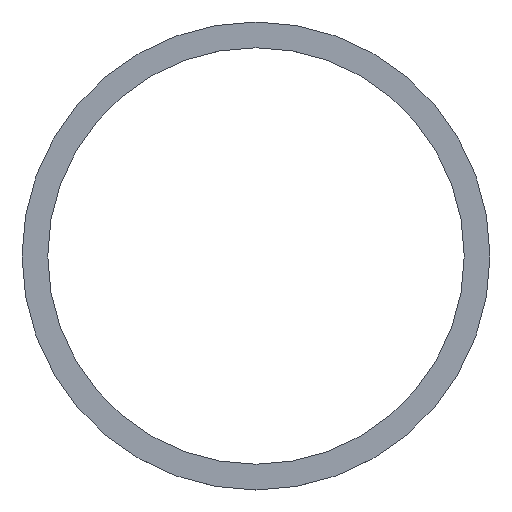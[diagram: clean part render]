
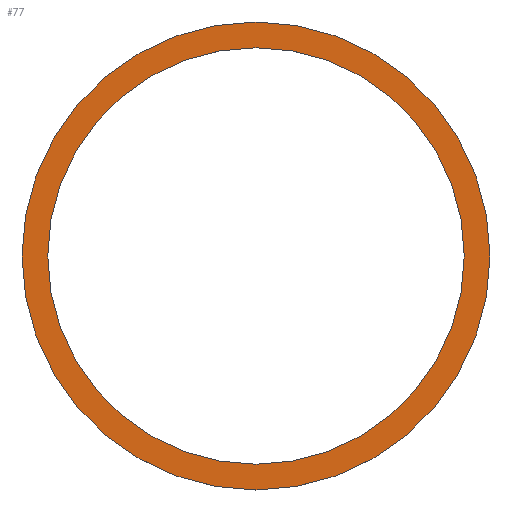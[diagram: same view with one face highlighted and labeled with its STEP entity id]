
A CAD part, top view. The second image highlights one B-rep face of the part: STEP entity #77.
In plain terms, the highlighted planar face has unit normal (0, 0, 1).
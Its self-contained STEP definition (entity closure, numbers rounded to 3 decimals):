
#3 = AXIS2_PLACEMENT_3D ( 'NONE', #22, #29, #192 ) ;
#7 = DIRECTION ( 'NONE',  ( 0., 0., 1. ) ) ;
#10 = CARTESIAN_POINT ( 'NONE',  ( 0., 0., 0. ) ) ;
#11 = ORIENTED_EDGE ( 'NONE', *, *, #172, .T. ) ;
#17 = EDGE_LOOP ( 'NONE', ( #200, #27 ) ) ;
#22 = CARTESIAN_POINT ( 'NONE',  ( 0., 0., 0. ) ) ;
#23 = DIRECTION ( 'NONE',  ( 0., 0., 1. ) ) ;
#25 = CARTESIAN_POINT ( 'NONE',  ( 85.625, 0., 0. ) ) ;
#27 = ORIENTED_EDGE ( 'NONE', *, *, #75, .F. ) ;
#29 = DIRECTION ( 'NONE',  ( 0., 0., 1. ) ) ;
#37 = PLANE ( 'NONE',  #153 ) ;
#38 = DIRECTION ( 'NONE',  ( 1., 0., 0. ) ) ;
#40 = CARTESIAN_POINT ( 'NONE',  ( -85.625, 0., 0. ) ) ;
#44 = AXIS2_PLACEMENT_3D ( 'NONE', #10, #23, #112 ) ;
#62 = AXIS2_PLACEMENT_3D ( 'NONE', #147, #7, #212 ) ;
#68 = CIRCLE ( 'NONE', #3, 85.625 ) ;
#75 = EDGE_CURVE ( 'NONE', #194, #102, #186, .T. ) ;
#77 = ADVANCED_FACE ( 'NONE', ( #189, #156 ), #37, .T. ) ;
#92 = DIRECTION ( 'NONE',  ( 0., 0., 1. ) ) ;
#101 = AXIS2_PLACEMENT_3D ( 'NONE', #129, #175, #38 ) ;
#102 = VERTEX_POINT ( 'NONE', #144 ) ;
#103 = CARTESIAN_POINT ( 'NONE',  ( 0., 0., 0. ) ) ;
#107 = DIRECTION ( 'NONE',  ( 1., 0., 0. ) ) ;
#110 = EDGE_LOOP ( 'NONE', ( #11, #204 ) ) ;
#112 = DIRECTION ( 'NONE',  ( 1., 0., 0. ) ) ;
#120 = CIRCLE ( 'NONE', #62, 76.2 ) ;
#129 = CARTESIAN_POINT ( 'NONE',  ( 0., 0., 0. ) ) ;
#139 = VERTEX_POINT ( 'NONE', #25 ) ;
#144 = CARTESIAN_POINT ( 'NONE',  ( 76.2, 0., 0. ) ) ;
#147 = CARTESIAN_POINT ( 'NONE',  ( 0., 0., 0. ) ) ;
#153 = AXIS2_PLACEMENT_3D ( 'NONE', #103, #92, #107 ) ;
#156 = FACE_OUTER_BOUND ( 'NONE', #110, .T. ) ;
#158 = EDGE_CURVE ( 'NONE', #102, #194, #120, .T. ) ;
#159 = CIRCLE ( 'NONE', #44, 85.625 ) ;
#161 = CARTESIAN_POINT ( 'NONE',  ( -76.2, 0., 0. ) ) ;
#172 = EDGE_CURVE ( 'NONE', #139, #196, #159, .T. ) ;
#175 = DIRECTION ( 'NONE',  ( 0., 0., 1. ) ) ;
#186 = CIRCLE ( 'NONE', #101, 76.2 ) ;
#189 = FACE_BOUND ( 'NONE', #17, .T. ) ;
#192 = DIRECTION ( 'NONE',  ( 1., 0., 0. ) ) ;
#194 = VERTEX_POINT ( 'NONE', #161 ) ;
#196 = VERTEX_POINT ( 'NONE', #40 ) ;
#200 = ORIENTED_EDGE ( 'NONE', *, *, #158, .F. ) ;
#201 = EDGE_CURVE ( 'NONE', #196, #139, #68, .T. ) ;
#204 = ORIENTED_EDGE ( 'NONE', *, *, #201, .T. ) ;
#212 = DIRECTION ( 'NONE',  ( 1., 0., 0. ) ) ;
